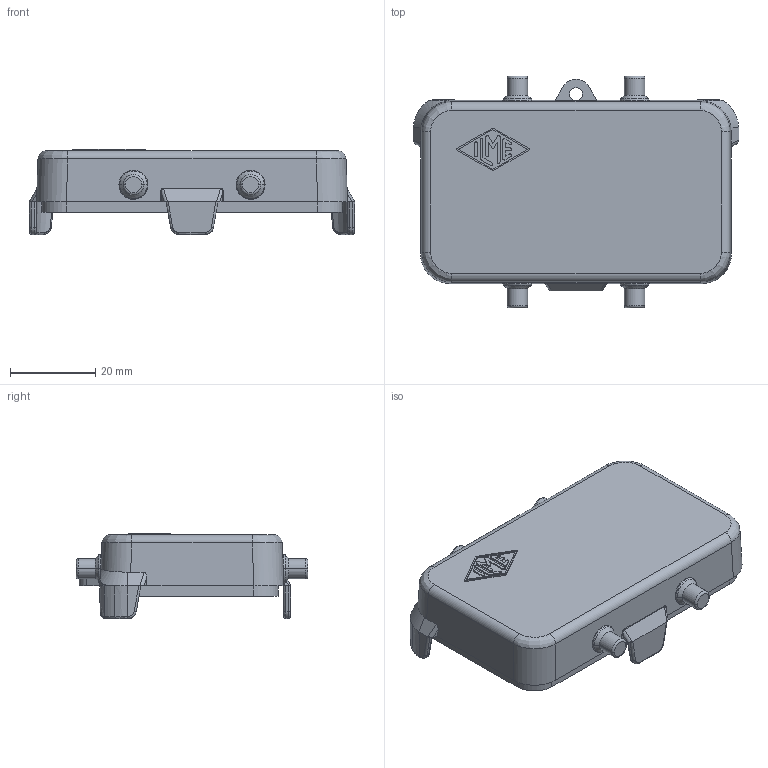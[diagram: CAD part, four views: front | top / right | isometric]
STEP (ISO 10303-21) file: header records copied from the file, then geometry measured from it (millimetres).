
FILE_DESCRIPTION(('Creo Elements/Direct Modeling STEP Export'),'2;1');
FILE_NAME('0ln7uvk5kmkh85c4920','2022-09-13T 9:05:01',(''),(''),'Creo Elements/Direct Modeling STEP processor for AP214 (Solid Model)','Creo Elements/Direct Modeling 20.1B 02-Apr-2019 (C) Parametric Technology GmbH','');
FILE_SCHEMA(('AUTOMOTIVE_DESIGN { 1 0 10303 214 1 1 1 1 }'));
Length unit declared in the file: millimetre
Products named in the file (2): CHCR 10
Assembly tree (1 placements, depth 2):
  CHCR 10
    CHCR 10
Bounding box: 76.4 x 54.4 x 20 mm (x, y, z)
Volume: 17193.9 mm3; surface area: 12366.7 mm2
Topology: 1 solids, 1 shells, 250 faces, 619 edges, 384 vertices
Faces by surface type: plane 95, cylinder 75, bspline 36, cone 20, torus 20, extrusion 4
Entity records: 11267 total; most frequent: CARTESIAN_POINT 3602, ORIENTED_EDGE 1238, DIRECTION 1089, EDGE_CURVE 619, AXIS2_PLACEMENT_3D 387, VERTEX_POINT 384, VECTOR 315, LINE 311
